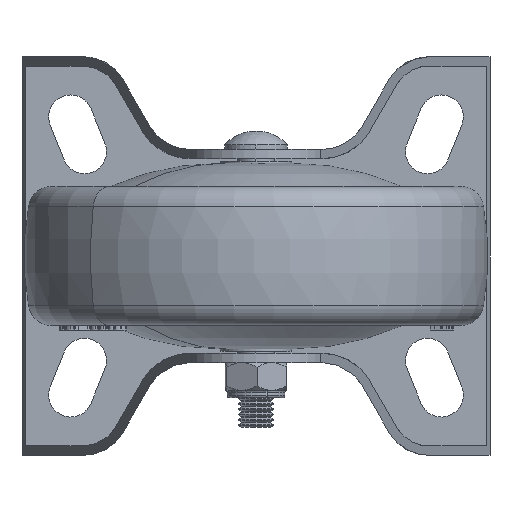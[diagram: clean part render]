
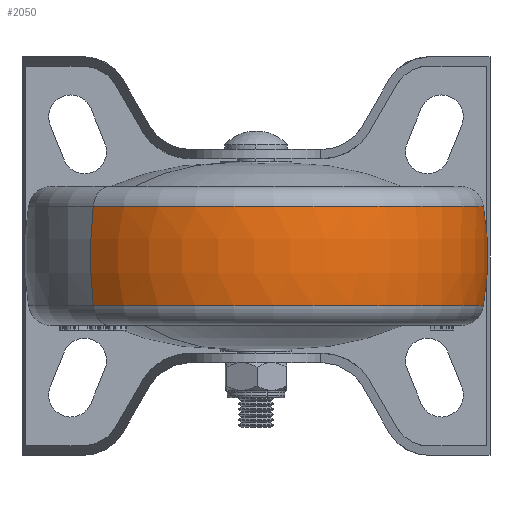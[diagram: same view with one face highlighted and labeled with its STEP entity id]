
A CAD part, front view. The second image highlights one B-rep face of the part: STEP entity #2050.
In plain terms, the highlighted toroidal (fillet/blend) face has major radius 25.75 mm and minor radius 75.75 mm.
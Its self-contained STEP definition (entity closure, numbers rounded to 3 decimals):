
#1204 = ORIENTED_EDGE ( 'NONE', *, *, #3657, .F. ) ;
#1631 = VERTEX_POINT ( 'NONE', #22412 ) ;
#1841 = AXIS2_PLACEMENT_3D ( 'NONE', #15768, #2844, #12176 ) ;
#1966 = AXIS2_PLACEMENT_3D ( 'NONE', #2793, #9966, #18947 ) ;
#2050 = ADVANCED_FACE ( 'NONE', ( #5749 ), #14002, .T. ) ;
#2302 = ORIENTED_EDGE ( 'NONE', *, *, #10358, .T. ) ;
#2793 = CARTESIAN_POINT ( 'NONE',  ( 0., -85., -10.703 ) ) ;
#2844 = DIRECTION ( 'NONE',  ( 0.7, -0.714, 0. ) ) ;
#2990 = ORIENTED_EDGE ( 'NONE', *, *, #13315, .T. ) ;
#3657 = EDGE_CURVE ( 'NONE', #17022, #22283, #4829, .T. ) ;
#4200 = DIRECTION ( 'NONE',  ( 0., 0., -1. ) ) ;
#4535 = DIRECTION ( 'NONE',  ( 0.714, 0.7, 0. ) ) ;
#4595 = CIRCLE ( 'NONE', #17881, 49.24 ) ;
#4829 = CIRCLE ( 'NONE', #18698, 75.75 ) ;
#4846 = CARTESIAN_POINT ( 'NONE',  ( 0., -85., 0.004 ) ) ;
#5264 = DIRECTION ( 'NONE',  ( -0.7, 0.714, 0. ) ) ;
#5749 = FACE_OUTER_BOUND ( 'NONE', #23451, .T. ) ;
#6104 = CARTESIAN_POINT ( 'NONE',  ( 0., -85., 10.711 ) ) ;
#6980 = CARTESIAN_POINT ( 'NONE',  ( 35.141, -50.509, 10.711 ) ) ;
#7027 = CARTESIAN_POINT ( 'NONE',  ( -18.377, -103.037, 0.004 ) ) ;
#7409 = VERTEX_POINT ( 'NONE', #9665 ) ;
#9665 = CARTESIAN_POINT ( 'NONE',  ( -35.141, -119.491, 10.711 ) ) ;
#9966 = DIRECTION ( 'NONE',  ( 0., 0., 1. ) ) ;
#10358 = EDGE_CURVE ( 'NONE', #7409, #1631, #13795, .T. ) ;
#11385 = ORIENTED_EDGE ( 'NONE', *, *, #19193, .T. ) ;
#12176 = DIRECTION ( 'NONE',  ( 0.714, 0.7, 0. ) ) ;
#13315 = EDGE_CURVE ( 'NONE', #17022, #7409, #4595, .T. ) ;
#13795 = CIRCLE ( 'NONE', #1841, 75.75 ) ;
#14002 = TOROIDAL_SURFACE ( 'NONE', #20774, -25.75, 75.75 ) ;
#15768 = CARTESIAN_POINT ( 'NONE',  ( 18.377, -66.963, 0.004 ) ) ;
#16960 = DIRECTION ( 'NONE',  ( 0.714, 0.7, 0. ) ) ;
#17022 = VERTEX_POINT ( 'NONE', #6980 ) ;
#17634 = DIRECTION ( 'NONE',  ( 0., 0., -1. ) ) ;
#17881 = AXIS2_PLACEMENT_3D ( 'NONE', #6104, #4200, #16960 ) ;
#18698 = AXIS2_PLACEMENT_3D ( 'NONE', #7027, #5264, #23724 ) ;
#18947 = DIRECTION ( 'NONE',  ( -0.714, -0.7, 0. ) ) ;
#19193 = EDGE_CURVE ( 'NONE', #1631, #22283, #20194, .T. ) ;
#20194 = CIRCLE ( 'NONE', #1966, 49.24 ) ;
#20774 = AXIS2_PLACEMENT_3D ( 'NONE', #4846, #17634, #4535 ) ;
#22283 = VERTEX_POINT ( 'NONE', #23299 ) ;
#22412 = CARTESIAN_POINT ( 'NONE',  ( -35.141, -119.491, -10.703 ) ) ;
#23299 = CARTESIAN_POINT ( 'NONE',  ( 35.141, -50.509, -10.703 ) ) ;
#23451 = EDGE_LOOP ( 'NONE', ( #2990, #2302, #11385, #1204 ) ) ;
#23724 = DIRECTION ( 'NONE',  ( -0.714, -0.7, 0. ) ) ;
